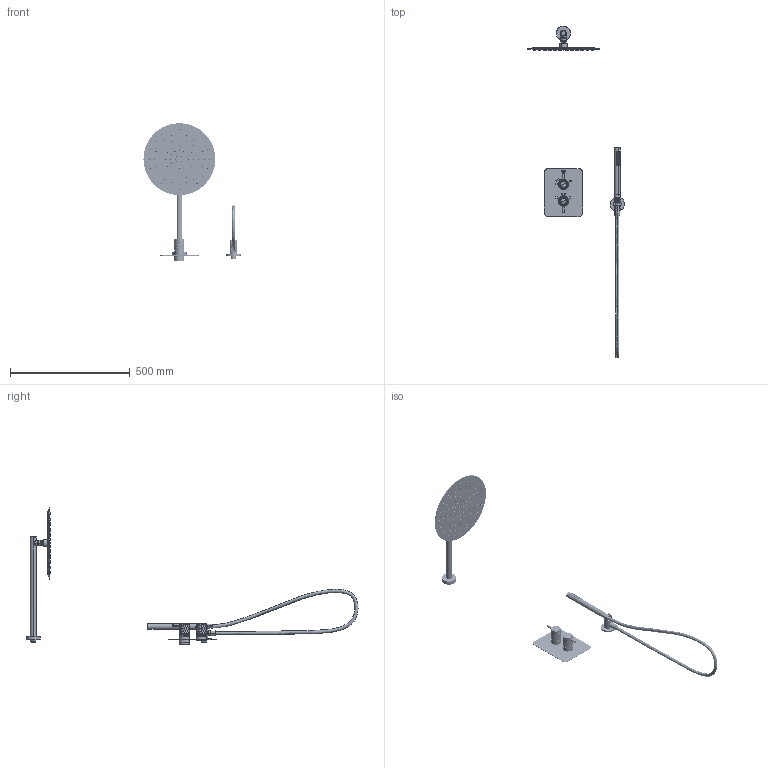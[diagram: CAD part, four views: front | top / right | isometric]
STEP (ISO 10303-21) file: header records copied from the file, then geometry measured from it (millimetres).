
FILE_DESCRIPTION (( 'STEP AP203' ), '1' );
FILE_NAME ('59DP09493.STEP', '2023-12-21T08:08:15', ( '' ), ( '' ), 'SwSTEP 2.0', 'SolidWorks 2021', '' );
FILE_SCHEMA (( 'CONFIG_CONTROL_DESIGN' ));
Products named in the file (1): 59DP09493
Bounding box: 404.92 x 1384.65 x 574.22 mm (x, y, z)
Volume: 718931.1 mm3; surface area: 598835.9 mm2
Topology: 111 solids, 111 shells, 4785 faces, 10169 edges, 6001 vertices
Faces by surface type: bspline 2106, cylinder 1377, plane 719, cone 516, torus 57, sphere 10
Entity records: 195764 total; most frequent: CARTESIAN_POINT 104826, ORIENTED_EDGE 20256, DIRECTION 17053, EDGE_CURVE 10128, AXIS2_PLACEMENT_3D 7543, VERTEX_POINT 5998, EDGE_LOOP 5444, CIRCLE 4863
